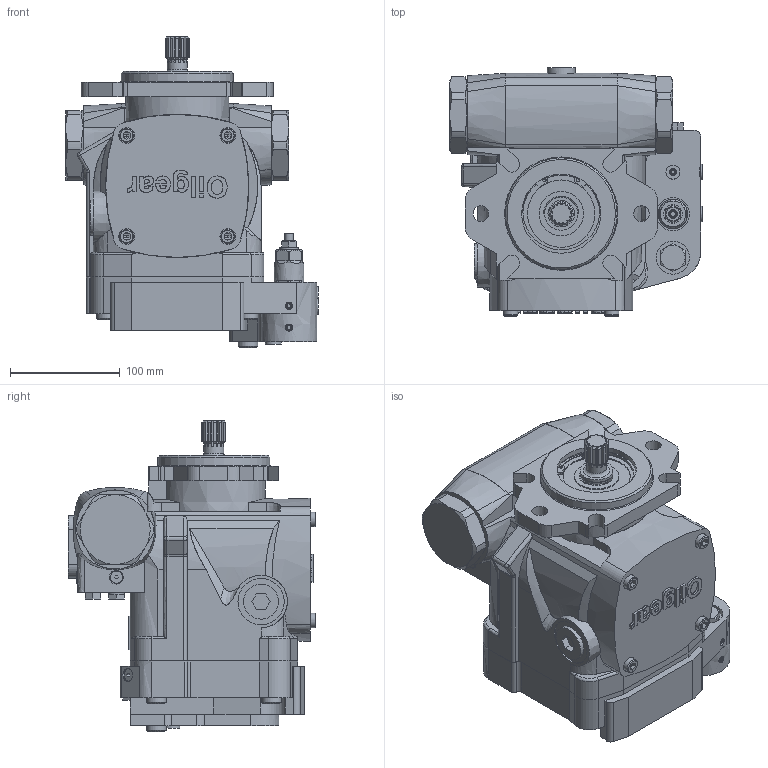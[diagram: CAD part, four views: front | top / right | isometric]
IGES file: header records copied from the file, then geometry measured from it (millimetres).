
Global section: file name: No Iges File Name specified; native system: Autodesk Inventor 2012; preprocessor: AutoDesk Inventor Iges Exporter R2012; author: JGroves; date: 20151221.130909; units: inch
Bounding box: 229.69 x 225.42 x 282.97 mm (x, y, z)
Surface area: 317317.1 mm2 (no closed solid volume)
Topology: 0 solids, 0 shells, 1087 faces, 5759 edges, 5657 vertices
Faces by surface type: plane 569, revolution 415, bspline 103
